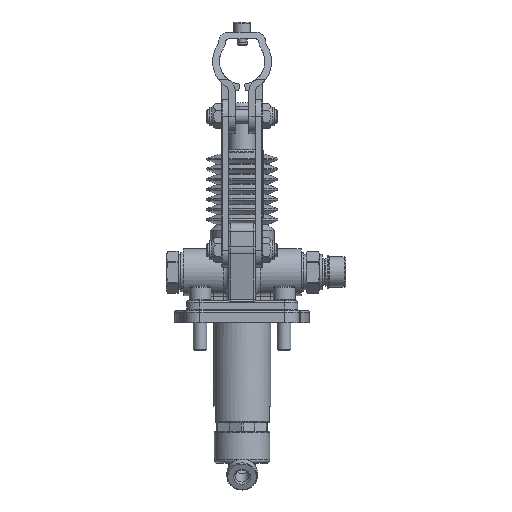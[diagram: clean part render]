
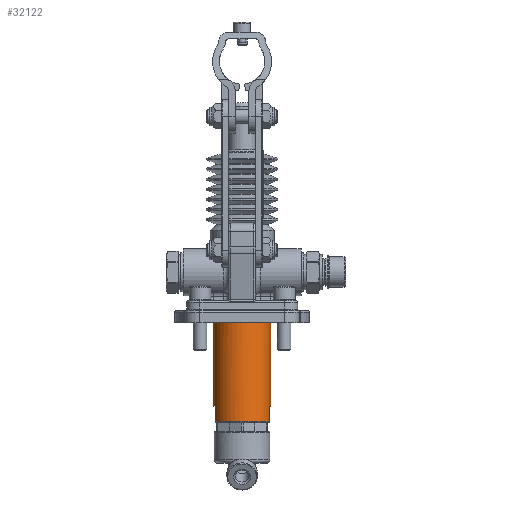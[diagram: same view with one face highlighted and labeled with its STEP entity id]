
A CAD part, left-side view. The second image highlights one B-rep face of the part: STEP entity #32122.
In plain terms, the highlighted cylindrical face has radius 17 mm (diameter 34 mm), a full revolution.
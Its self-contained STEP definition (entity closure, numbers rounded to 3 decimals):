
#23828=CARTESIAN_POINT('',(76.,34.,1.25));
#23829=VERTEX_POINT('',#23828);
#23830=CARTESIAN_POINT('',(59.,34.,1.25));
#23831=DIRECTION('',(0.0,0.0,1.0));
#23832=DIRECTION('',(-1.0,0.0,0.0));
#23833=AXIS2_PLACEMENT_3D('',#23830,#23831,#23832);
#23834=CIRCLE('',#23833,17.0);
#23835=EDGE_CURVE('',#23829,#23829,#23834,.T.);
#31793=CARTESIAN_POINT('',(53.255,50.,-59.5));
#31794=VERTEX_POINT('',#31793);
#31867=CARTESIAN_POINT('',(53.255,18.,-59.5));
#31868=VERTEX_POINT('',#31867);
#31882=CARTESIAN_POINT('',(59.,34.,-59.5));
#31883=DIRECTION('',(0.0,0.0,-1.0));
#31884=DIRECTION('',(-1.0,0.0,0.0));
#31885=AXIS2_PLACEMENT_3D('',#31882,#31883,#31884);
#31886=CIRCLE('',#31885,17.0);
#31887=EDGE_CURVE('',#31868,#31794,#31886,.T.);
#31899=CARTESIAN_POINT('',(64.745,50.,-59.5));
#31900=VERTEX_POINT('',#31899);
#31914=CARTESIAN_POINT('',(64.745,18.,-59.5));
#31915=VERTEX_POINT('',#31914);
#31916=CARTESIAN_POINT('',(59.,34.,-59.5));
#31917=DIRECTION('',(0.0,0.0,-1.0));
#31918=DIRECTION('',(-1.0,0.0,0.0));
#31919=AXIS2_PLACEMENT_3D('',#31916,#31917,#31918);
#31920=CIRCLE('',#31919,17.0);
#31921=EDGE_CURVE('',#31900,#31915,#31920,.T.);
#32001=CARTESIAN_POINT('',(53.255,18.,-50.5));
#32002=VERTEX_POINT('',#32001);
#32003=CARTESIAN_POINT('',(64.745,18.,-50.5));
#32004=VERTEX_POINT('',#32003);
#32005=CARTESIAN_POINT('',(59.,34.,-50.5));
#32006=DIRECTION('',(0.0,0.0,1.0));
#32007=DIRECTION('',(-1.0,0.0,0.0));
#32008=AXIS2_PLACEMENT_3D('',#32005,#32006,#32007);
#32009=CIRCLE('',#32008,17.0);
#32010=EDGE_CURVE('',#32002,#32004,#32009,.T.);
#32026=CARTESIAN_POINT('',(64.745,18.,-50.5));
#32027=DIRECTION('',(0.0,0.0,-1.0));
#32028=VECTOR('',#32027,9.0);
#32029=LINE('',#32026,#32028);
#32030=EDGE_CURVE('',#32004,#31915,#32029,.T.);
#32033=CARTESIAN_POINT('',(53.255,18.,-59.5));
#32034=DIRECTION('',(0.0,0.0,1.0));
#32035=VECTOR('',#32034,9.0);
#32036=LINE('',#32033,#32035);
#32037=EDGE_CURVE('',#31868,#32002,#32036,.T.);
#32056=CARTESIAN_POINT('',(53.255,50.,-50.5));
#32057=VERTEX_POINT('',#32056);
#32058=CARTESIAN_POINT('',(53.255,50.,-50.5));
#32059=DIRECTION('',(0.0,0.0,-1.0));
#32060=VECTOR('',#32059,9.0);
#32061=LINE('',#32058,#32060);
#32062=EDGE_CURVE('',#32057,#31794,#32061,.T.);
#32064=CARTESIAN_POINT('',(64.745,50.,-50.5));
#32065=VERTEX_POINT('',#32064);
#32072=CARTESIAN_POINT('',(64.745,50.,-59.5));
#32073=DIRECTION('',(0.0,0.0,1.0));
#32074=VECTOR('',#32073,9.0);
#32075=LINE('',#32072,#32074);
#32076=EDGE_CURVE('',#31900,#32065,#32075,.T.);
#32093=CARTESIAN_POINT('',(59.,34.,-50.5));
#32094=DIRECTION('',(0.0,0.0,1.0));
#32095=DIRECTION('',(-1.0,0.0,0.0));
#32096=AXIS2_PLACEMENT_3D('',#32093,#32094,#32095);
#32097=CIRCLE('',#32096,17.0);
#32098=EDGE_CURVE('',#32065,#32057,#32097,.T.);
#32104=CARTESIAN_POINT('',(59.,34.,-60.5));
#32105=DIRECTION('',(0.,0.0,1.0));
#32106=DIRECTION('',(-1.0,0.0,0.0));
#32107=AXIS2_PLACEMENT_3D('',#32104,#32105,#32106);
#32108=CYLINDRICAL_SURFACE('',#32107,17.0);
#32109=ORIENTED_EDGE('',*,*,#32062,.T.);
#32110=ORIENTED_EDGE('',*,*,#31887,.F.);
#32111=ORIENTED_EDGE('',*,*,#32037,.T.);
#32112=ORIENTED_EDGE('',*,*,#32010,.T.);
#32113=ORIENTED_EDGE('',*,*,#32030,.T.);
#32114=ORIENTED_EDGE('',*,*,#31921,.F.);
#32115=ORIENTED_EDGE('',*,*,#32076,.T.);
#32116=ORIENTED_EDGE('',*,*,#32098,.T.);
#32117=EDGE_LOOP('',(#32109,#32110,#32111,#32112,#32113,#32114,#32115,#32116));
#32118=FACE_OUTER_BOUND('',#32117,.T.);
#32119=ORIENTED_EDGE('',*,*,#23835,.F.);
#32120=EDGE_LOOP('',(#32119));
#32121=FACE_BOUND('',#32120,.T.);
#32122=ADVANCED_FACE('',(#32118,#32121),#32108,.T.);
